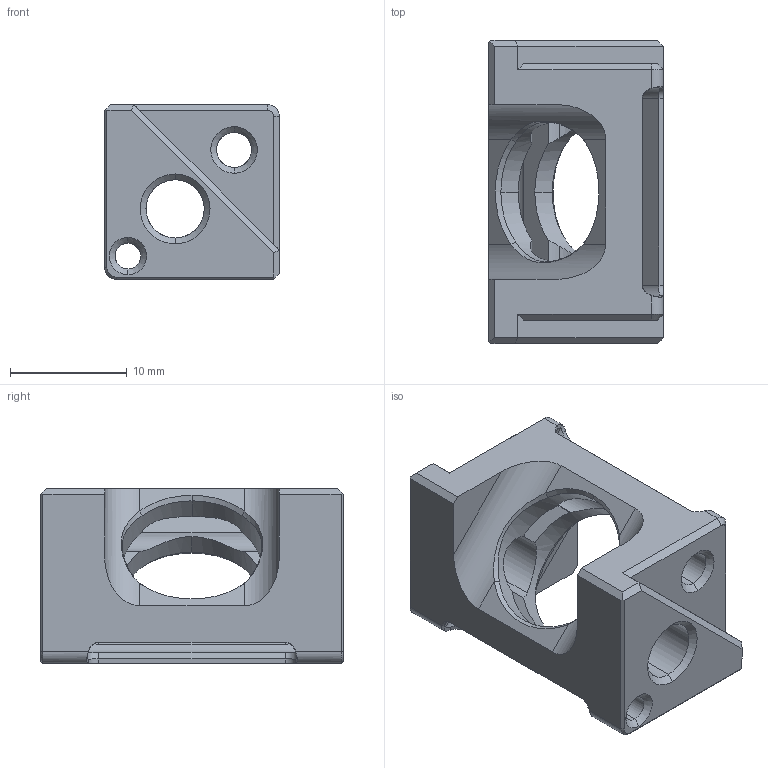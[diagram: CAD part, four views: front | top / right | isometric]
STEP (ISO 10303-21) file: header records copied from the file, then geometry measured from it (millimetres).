
FILE_DESCRIPTION (( 'STEP AP203' ), '1' );
FILE_NAME ('眐 0000 0005-3.STEP', '2020-03-29T15:47:33', ( '' ), ( '' ), 'SwSTEP 2.0', 'SolidWorks 2018', '' );
FILE_SCHEMA (( 'CONFIG_CONTROL_DESIGN' ));
Length unit declared in the file: millimetre
Products named in the file (1): 眐 0000 0005-3
Bounding box: 15 x 26 x 15 mm (x, y, z)
Volume: 2493.9 mm3; surface area: 2353.6 mm2
Topology: 1 solids, 1 shells, 128 faces, 357 edges, 220 vertices
Faces by surface type: plane 50, cylinder 36, cone 22, bspline 20
Entity records: 6883 total; most frequent: CARTESIAN_POINT 3777, ORIENTED_EDGE 714, DIRECTION 511, EDGE_CURVE 357, VERTEX_POINT 220, VECTOR 185, LINE 185, AXIS2_PLACEMENT_3D 163
